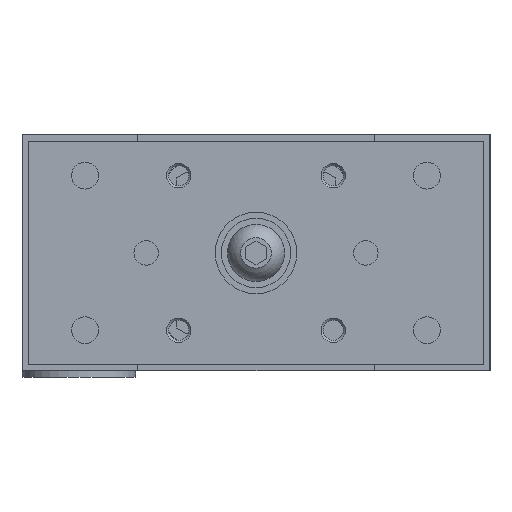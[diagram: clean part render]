
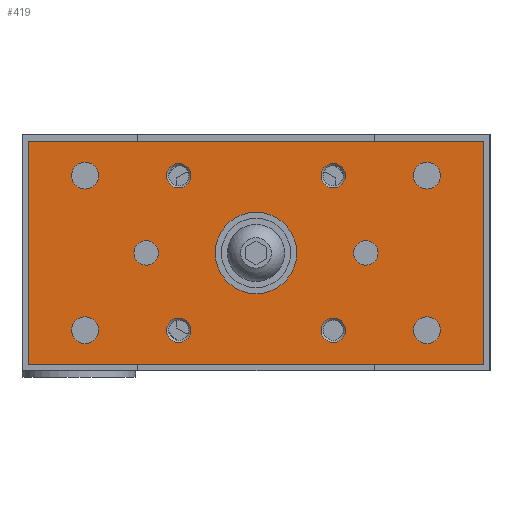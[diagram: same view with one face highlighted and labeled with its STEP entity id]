
A CAD part, left-side view. The second image highlights one B-rep face of the part: STEP entity #419.
In plain terms, the highlighted planar face has unit normal (-1, 0, 0).
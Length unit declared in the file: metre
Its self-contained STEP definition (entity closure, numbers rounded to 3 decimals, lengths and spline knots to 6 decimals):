
#419 = ADVANCED_FACE( '', ( #1185, #1186, #1187, #1188, #1189, #1190, #1191, #1192, #1193, #1194, #1195, #1196 ), #1197, .F. );
#1185 = FACE_BOUND( '', #2573, .T. );
#1186 = FACE_BOUND( '', #2574, .T. );
#1187 = FACE_BOUND( '', #2575, .T. );
#1188 = FACE_BOUND( '', #2576, .T. );
#1189 = FACE_BOUND( '', #2577, .T. );
#1190 = FACE_BOUND( '', #2578, .T. );
#1191 = FACE_BOUND( '', #2579, .T. );
#1192 = FACE_BOUND( '', #2580, .T. );
#1193 = FACE_BOUND( '', #2581, .T. );
#1194 = FACE_BOUND( '', #2582, .T. );
#1195 = FACE_BOUND( '', #2583, .T. );
#1196 = FACE_OUTER_BOUND( '', #2584, .T. );
#1197 = PLANE( '', #2585 );
#2573 = EDGE_LOOP( '', ( #3997 ) );
#2574 = EDGE_LOOP( '', ( #3998 ) );
#2575 = EDGE_LOOP( '', ( #3999 ) );
#2576 = EDGE_LOOP( '', ( #4000 ) );
#2577 = EDGE_LOOP( '', ( #4001 ) );
#2578 = EDGE_LOOP( '', ( #4002 ) );
#2579 = EDGE_LOOP( '', ( #4003 ) );
#2580 = EDGE_LOOP( '', ( #4004 ) );
#2581 = EDGE_LOOP( '', ( #4005 ) );
#2582 = EDGE_LOOP( '', ( #4006 ) );
#2583 = EDGE_LOOP( '', ( #4007 ) );
#2584 = EDGE_LOOP( '', ( #4008, #4009, #4010, #4011 ) );
#2585 = AXIS2_PLACEMENT_3D( '', #4012, #4013, #4014 );
#3997 = ORIENTED_EDGE( '', *, *, #6616, .T. );
#3998 = ORIENTED_EDGE( '', *, *, #6617, .T. );
#3999 = ORIENTED_EDGE( '', *, *, #6618, .F. );
#4000 = ORIENTED_EDGE( '', *, *, #6619, .F. );
#4001 = ORIENTED_EDGE( '', *, *, #6620, .T. );
#4002 = ORIENTED_EDGE( '', *, *, #6621, .F. );
#4003 = ORIENTED_EDGE( '', *, *, #6622, .T. );
#4004 = ORIENTED_EDGE( '', *, *, #6623, .T. );
#4005 = ORIENTED_EDGE( '', *, *, #6624, .F. );
#4006 = ORIENTED_EDGE( '', *, *, #6625, .F. );
#4007 = ORIENTED_EDGE( '', *, *, #6626, .T. );
#4008 = ORIENTED_EDGE( '', *, *, #6627, .T. );
#4009 = ORIENTED_EDGE( '', *, *, #6628, .T. );
#4010 = ORIENTED_EDGE( '', *, *, #6629, .T. );
#4011 = ORIENTED_EDGE( '', *, *, #6630, .T. );
#4012 = CARTESIAN_POINT( '', ( -0.022, -0.056, -0.0565 ) );
#4013 = DIRECTION( '', ( 1., 0., 0. ) );
#4014 = DIRECTION( '', ( 0., 1., 0. ) );
#6616 = EDGE_CURVE( '', #7630, #7630, #7631, .T. );
#6617 = EDGE_CURVE( '', #7632, #7632, #7633, .T. );
#6618 = EDGE_CURVE( '', #7634, #7634, #7635, .T. );
#6619 = EDGE_CURVE( '', #7636, #7636, #7637, .T. );
#6620 = EDGE_CURVE( '', #7638, #7638, #7639, .T. );
#6621 = EDGE_CURVE( '', #7640, #7640, #7641, .T. );
#6622 = EDGE_CURVE( '', #7642, #7642, #7643, .T. );
#6623 = EDGE_CURVE( '', #7644, #7644, #7645, .T. );
#6624 = EDGE_CURVE( '', #7646, #7646, #7647, .T. );
#6625 = EDGE_CURVE( '', #7648, #7648, #7649, .T. );
#6626 = EDGE_CURVE( '', #7650, #7650, #7651, .T. );
#6627 = EDGE_CURVE( '', #7652, #7653, #7654, .T. );
#6628 = EDGE_CURVE( '', #7653, #7655, #7656, .T. );
#6629 = EDGE_CURVE( '', #7655, #7657, #7658, .T. );
#6630 = EDGE_CURVE( '', #7657, #7652, #7659, .T. );
#7630 = VERTEX_POINT( '', #9085 );
#7631 = CIRCLE( '', #9086, 0.01 );
#7632 = VERTEX_POINT( '', #9087 );
#7633 = CIRCLE( '', #9088, 0.003 );
#7634 = VERTEX_POINT( '', #9089 );
#7635 = CIRCLE( '', #9090, 0.003 );
#7636 = VERTEX_POINT( '', #9091 );
#7637 = CIRCLE( '', #9092, 0.003 );
#7638 = VERTEX_POINT( '', #9093 );
#7639 = CIRCLE( '', #9094, 0.003 );
#7640 = VERTEX_POINT( '', #9095 );
#7641 = CIRCLE( '', #9096, 0.003 );
#7642 = VERTEX_POINT( '', #9097 );
#7643 = CIRCLE( '', #9098, 0.003 );
#7644 = VERTEX_POINT( '', #9099 );
#7645 = CIRCLE( '', #9100, 0.0033 );
#7646 = VERTEX_POINT( '', #9101 );
#7647 = CIRCLE( '', #9102, 0.0033 );
#7648 = VERTEX_POINT( '', #9103 );
#7649 = CIRCLE( '', #9104, 0.0033 );
#7650 = VERTEX_POINT( '', #9105 );
#7651 = CIRCLE( '', #9106, 0.0033 );
#7652 = VERTEX_POINT( '', #9107 );
#7653 = VERTEX_POINT( '', #9108 );
#7654 = LINE( '', #9109, #9110 );
#7655 = VERTEX_POINT( '', #9111 );
#7656 = LINE( '', #9112, #9113 );
#7657 = VERTEX_POINT( '', #9114 );
#7658 = LINE( '', #9115, #9116 );
#7659 = LINE( '', #9117, #9118 );
#9085 = CARTESIAN_POINT( '', ( -0.022, 0., -0.039 ) );
#9086 = AXIS2_PLACEMENT_3D( '', #11308, #11309, #11310 );
#9087 = CARTESIAN_POINT( '', ( -0.022, -0.019, -0.045 ) );
#9088 = AXIS2_PLACEMENT_3D( '', #11311, #11312, #11313 );
#9089 = CARTESIAN_POINT( '', ( -0.022, 0.019, -0.045 ) );
#9090 = AXIS2_PLACEMENT_3D( '', #11314, #11315, #11316 );
#9091 = CARTESIAN_POINT( '', ( -0.022, -0.019, -0.013 ) );
#9092 = AXIS2_PLACEMENT_3D( '', #11317, #11318, #11319 );
#9093 = CARTESIAN_POINT( '', ( -0.022, 0.019, -0.013 ) );
#9094 = AXIS2_PLACEMENT_3D( '', #11320, #11321, #11322 );
#9095 = CARTESIAN_POINT( '', ( -0.022, -0.027, -0.032 ) );
#9096 = AXIS2_PLACEMENT_3D( '', #11323, #11324, #11325 );
#9097 = CARTESIAN_POINT( '', ( -0.022, 0.027, -0.032 ) );
#9098 = AXIS2_PLACEMENT_3D( '', #11326, #11327, #11328 );
#9099 = CARTESIAN_POINT( '', ( -0.022, -0.042, -0.0513 ) );
#9100 = AXIS2_PLACEMENT_3D( '', #11329, #11330, #11331 );
#9101 = CARTESIAN_POINT( '', ( -0.022, 0.042, -0.0513 ) );
#9102 = AXIS2_PLACEMENT_3D( '', #11332, #11333, #11334 );
#9103 = CARTESIAN_POINT( '', ( -0.022, -0.042, -0.0067 ) );
#9104 = AXIS2_PLACEMENT_3D( '', #11335, #11336, #11337 );
#9105 = CARTESIAN_POINT( '', ( -0.022, 0.042, -0.0067 ) );
#9106 = AXIS2_PLACEMENT_3D( '', #11338, #11339, #11340 );
#9107 = CARTESIAN_POINT( '', ( -0.022, -0.056, -0.0565 ) );
#9108 = CARTESIAN_POINT( '', ( -0.022, -0.056, -0.0015 ) );
#9109 = CARTESIAN_POINT( '', ( -0.022, -0.056, -0.0565 ) );
#9110 = VECTOR( '', #11341, 1. );
#9111 = CARTESIAN_POINT( '', ( -0.022, 0.056, -0.0015 ) );
#9112 = CARTESIAN_POINT( '', ( -0.022, -0.056, -0.0015 ) );
#9113 = VECTOR( '', #11342, 1. );
#9114 = CARTESIAN_POINT( '', ( -0.022, 0.056, -0.0565 ) );
#9115 = CARTESIAN_POINT( '', ( -0.022, 0.056, -0.0015 ) );
#9116 = VECTOR( '', #11343, 1. );
#9117 = CARTESIAN_POINT( '', ( -0.022, 0.056, -0.0565 ) );
#9118 = VECTOR( '', #11344, 1. );
#11308 = CARTESIAN_POINT( '', ( -0.022, 0., -0.029 ) );
#11309 = DIRECTION( '', ( 1., 0., 0. ) );
#11310 = DIRECTION( '', ( 0., 0., -1. ) );
#11311 = CARTESIAN_POINT( '', ( -0.022, -0.019, -0.048 ) );
#11312 = DIRECTION( '', ( 1., 0., 0. ) );
#11313 = DIRECTION( '', ( 0., 0., 1. ) );
#11314 = CARTESIAN_POINT( '', ( -0.022, 0.019, -0.048 ) );
#11315 = DIRECTION( '', ( -1., 0., 0. ) );
#11316 = DIRECTION( '', ( 0., 0., 1. ) );
#11317 = CARTESIAN_POINT( '', ( -0.022, -0.019, -0.01 ) );
#11318 = DIRECTION( '', ( -1., 0., 0. ) );
#11319 = DIRECTION( '', ( 0., 0., -1. ) );
#11320 = CARTESIAN_POINT( '', ( -0.022, 0.019, -0.01 ) );
#11321 = DIRECTION( '', ( 1., 0., 0. ) );
#11322 = DIRECTION( '', ( 0., 0., -1. ) );
#11323 = CARTESIAN_POINT( '', ( -0.022, -0.027, -0.029 ) );
#11324 = DIRECTION( '', ( -1., 0., 0. ) );
#11325 = DIRECTION( '', ( 0., 0., -1. ) );
#11326 = CARTESIAN_POINT( '', ( -0.022, 0.027, -0.029 ) );
#11327 = DIRECTION( '', ( 1., 0., 0. ) );
#11328 = DIRECTION( '', ( 0., 0., -1. ) );
#11329 = CARTESIAN_POINT( '', ( -0.022, -0.042, -0.048 ) );
#11330 = DIRECTION( '', ( 1., 0., 0. ) );
#11331 = DIRECTION( '', ( 0., 0., -1. ) );
#11332 = CARTESIAN_POINT( '', ( -0.022, 0.042, -0.048 ) );
#11333 = DIRECTION( '', ( -1., 0., 0. ) );
#11334 = DIRECTION( '', ( 0., 0., -1. ) );
#11335 = CARTESIAN_POINT( '', ( -0.022, -0.042, -0.01 ) );
#11336 = DIRECTION( '', ( -1., 0., 0. ) );
#11337 = DIRECTION( '', ( 0., 0., 1. ) );
#11338 = CARTESIAN_POINT( '', ( -0.022, 0.042, -0.01 ) );
#11339 = DIRECTION( '', ( 1., 0., 0. ) );
#11340 = DIRECTION( '', ( 0., 0., 1. ) );
#11341 = DIRECTION( '', ( 0., 0., 1. ) );
#11342 = DIRECTION( '', ( 0., 1., 0. ) );
#11343 = DIRECTION( '', ( 0., 0., -1. ) );
#11344 = DIRECTION( '', ( 0., -1., 0. ) );
